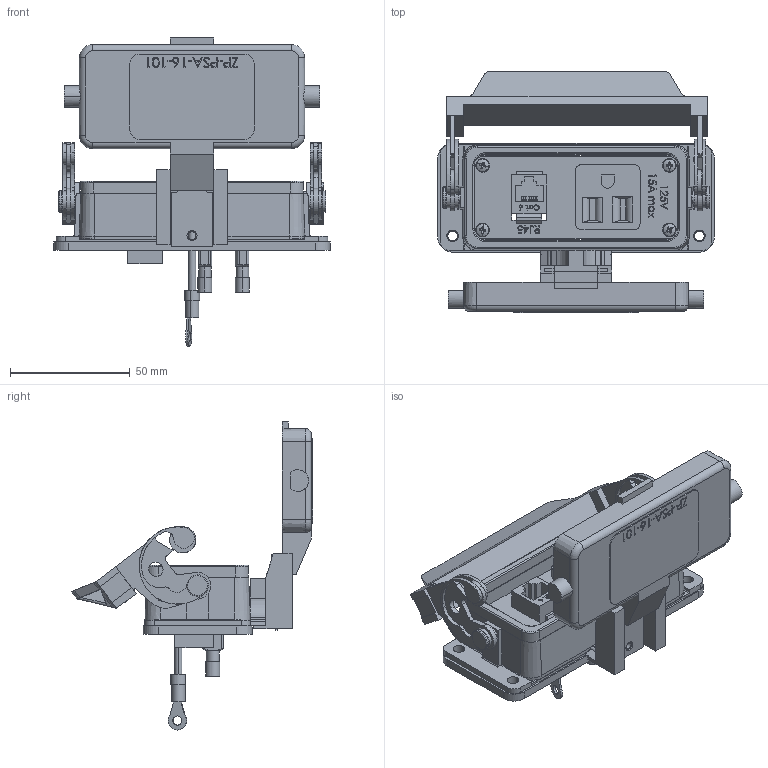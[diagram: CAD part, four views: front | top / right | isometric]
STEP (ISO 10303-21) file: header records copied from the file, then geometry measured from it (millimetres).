
FILE_DESCRIPTION (( 'STEP AP214' ), '1' );
FILE_NAME ('ZP-PSA-16-101.step', '2018-09-05T17:18:15', ( '' ), ( '' ), 'SwSTEP 2.0', 'SolidWorks 2017', '' );
FILE_SCHEMA (( 'AUTOMOTIVE_DESIGN' ));
Length unit declared in the file: inch
Products named in the file (1): ZP-PSA-16-101
Bounding box: 115.5 x 100.79 x 128.64 mm (x, y, z)
Volume: 102267.9 mm3; surface area: 68421 mm2
Topology: 1 solids, 12 shells, 1606 faces, 4261 edges, 2768 vertices
Faces by surface type: plane 981, cylinder 386, bspline 166, torus 43, cone 22, sphere 8
Entity records: 71752 total; most frequent: CARTESIAN_POINT 19347, ORIENTED_EDGE 8522, DIRECTION 7665, EDGE_CURVE 4261, LINE 2819, VECTOR 2819, VERTEX_POINT 2768, AXIS2_PLACEMENT_3D 2423
